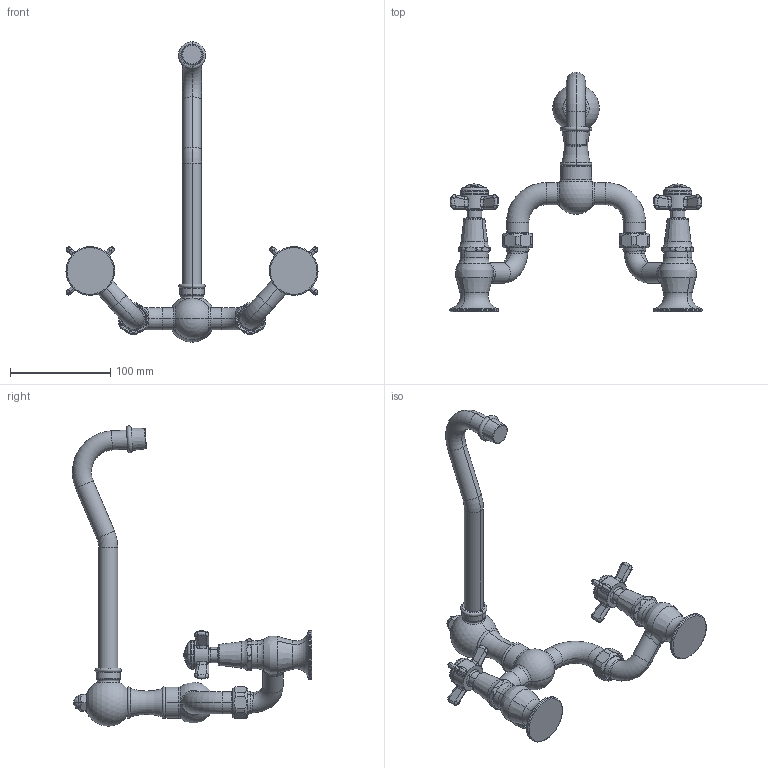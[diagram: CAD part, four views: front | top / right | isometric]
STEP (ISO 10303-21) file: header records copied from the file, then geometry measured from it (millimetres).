
FILE_DESCRIPTION((''),'2;1');
FILE_NAME('9451_','2021-02-26T09:58:56',('rsmith'),(''),'CREO PARAMETRIC BY PTC INC, 2018400','CREO PARAMETRIC BY PTC INC, 2018400','');
FILE_SCHEMA(('AUTOMOTIVE_DESIGN { 1 0 10303 214 1 1 1 1 }'));
Length unit declared in the file: inch
Products named in the file (1): 9451_
Bounding box: 251.86 x 239.09 x 299.95 mm (x, y, z)
Volume: 503816.6 mm3; surface area: 93323 mm2
Topology: 4 solids, 4 shells, 1153 faces, 3006 edges, 1919 vertices
Faces by surface type: plane 465, cylinder 352, bspline 116, torus 106, sphere 64, cone 30, extrusion 20
Entity records: 69231 total; most frequent: CARTESIAN_POINT 24340, ORIENTED_EDGE 6000, DIRECTION 5660, PRESENTATION_STYLE_ASSIGNMENT 4087, STYLED_ITEM 3012, CURVE_STYLE 3000, EDGE_CURVE 3000, AXIS2_PLACEMENT_3D 2406
